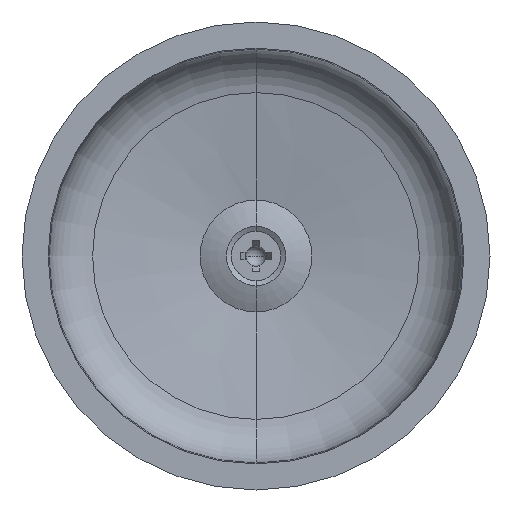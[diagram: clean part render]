
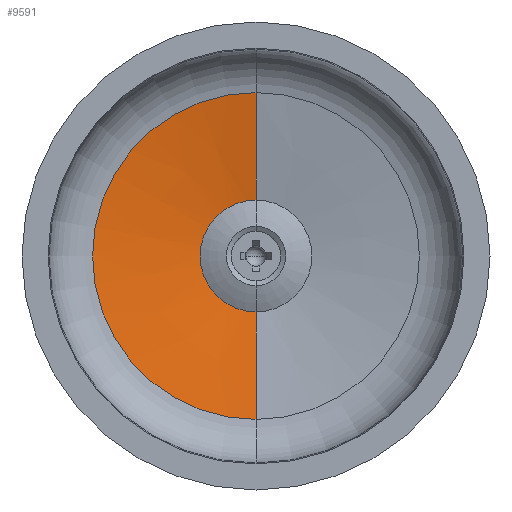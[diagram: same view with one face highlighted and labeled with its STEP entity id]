
A CAD part, front view. The second image highlights one B-rep face of the part: STEP entity #9591.
In plain terms, the highlighted conical face has half-angle 80.814 degrees and reference radius 31.43 mm.
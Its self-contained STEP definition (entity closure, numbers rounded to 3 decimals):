
#743 = ORIENTED_EDGE ( 'NONE', *, *, #13656, .F. ) ;
#779 = ORIENTED_EDGE ( 'NONE', *, *, #13655, .T. ) ;
#781 = ORIENTED_EDGE ( 'NONE', *, *, #13659, .T. ) ;
#808 = ORIENTED_EDGE ( 'NONE', *, *, #13654, .F. ) ;
#9399 = EDGE_LOOP ( 'NONE', ( #743, #779, #781, #808 ) ) ;
#9591 = ADVANCED_FACE ( 'NONE', ( #18163 ), #18175, .F. ) ;
#11068 = VERTEX_POINT ( 'NONE', #22086 ) ;
#11083 = VERTEX_POINT ( 'NONE', #22091 ) ;
#11188 = VERTEX_POINT ( 'NONE', #22113 ) ;
#11220 = VERTEX_POINT ( 'NONE', #22119 ) ;
#13654 = EDGE_CURVE ( 'NONE', #11068, #11083, #20763, .T. ) ;
#13655 = EDGE_CURVE ( 'NONE', #11220, #11188, #20764, .T. ) ;
#13656 = EDGE_CURVE ( 'NONE', #11220, #11068, #20761, .T. ) ;
#13659 = EDGE_CURVE ( 'NONE', #11188, #11083, #20766, .T. ) ;
#16087 = AXIS2_PLACEMENT_3D ( 'NONE', #19069, #19070, #19067 ) ;
#16754 = AXIS2_PLACEMENT_3D ( 'NONE', #23121, #23122, #23123 ) ;
#16757 = AXIS2_PLACEMENT_3D ( 'NONE', #23131, #23132, #23133 ) ;
#18163 = FACE_OUTER_BOUND ( 'NONE', #9399, .T. ) ;
#18175 = CONICAL_SURFACE ( 'NONE', #16087, 31.43, 1.41 ) ;
#19067 = DIRECTION ( 'NONE',  ( 0., 0., -1. ) ) ;
#19069 = CARTESIAN_POINT ( 'NONE',  ( 0., 11.874, 0. ) ) ;
#19070 = DIRECTION ( 'NONE',  ( 0., -1., 0. ) ) ;
#20761 = CIRCLE ( 'NONE', #16754, 10.75 ) ;
#20763 = LINE ( 'NONE', #23110, #20765 ) ;
#20764 = LINE ( 'NONE', #23118, #20767 ) ;
#20765 = VECTOR ( 'NONE', #23111, 1000. ) ;
#20766 = CIRCLE ( 'NONE', #16757, 31.43 ) ;
#20767 = VECTOR ( 'NONE', #23119, 1000. ) ;
#22086 = CARTESIAN_POINT ( 'NONE',  ( 0., 15.218, -10.75 ) ) ;
#22091 = CARTESIAN_POINT ( 'NONE',  ( 0., 11.874, -31.43 ) ) ;
#22113 = CARTESIAN_POINT ( 'NONE',  ( 0., 11.874, 31.43 ) ) ;
#22119 = CARTESIAN_POINT ( 'NONE',  ( 0., 15.218, 10.75 ) ) ;
#23110 = CARTESIAN_POINT ( 'NONE',  ( 0., 11.874, -31.43 ) ) ;
#23111 = DIRECTION ( 'NONE',  ( 0., -0.16, -0.987 ) ) ;
#23118 = CARTESIAN_POINT ( 'NONE',  ( 0., 11.874, 31.43 ) ) ;
#23119 = DIRECTION ( 'NONE',  ( 0., -0.16, 0.987 ) ) ;
#23121 = CARTESIAN_POINT ( 'NONE',  ( 0., 15.218, 0. ) ) ;
#23122 = DIRECTION ( 'NONE',  ( 0., -1., 0. ) ) ;
#23123 = DIRECTION ( 'NONE',  ( 0., 0., -1. ) ) ;
#23131 = CARTESIAN_POINT ( 'NONE',  ( 0., 11.874, 0. ) ) ;
#23132 = DIRECTION ( 'NONE',  ( 0., -1., 0. ) ) ;
#23133 = DIRECTION ( 'NONE',  ( 0., 0., -1. ) ) ;
